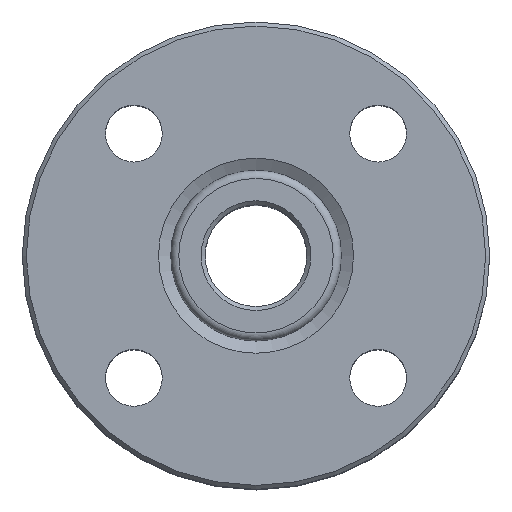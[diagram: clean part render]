
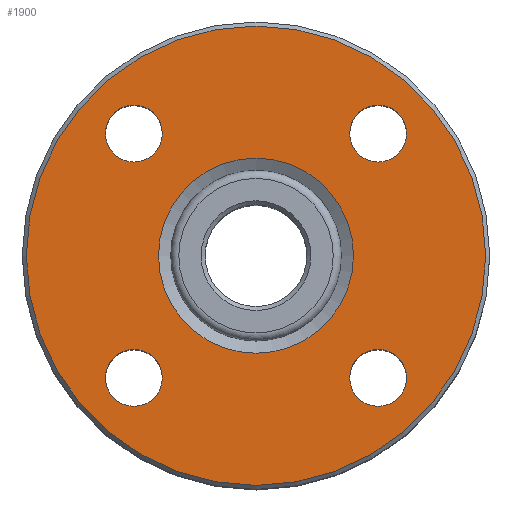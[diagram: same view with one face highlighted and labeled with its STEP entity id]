
A CAD part, top view. The second image highlights one B-rep face of the part: STEP entity #1900.
In plain terms, the highlighted planar face has unit normal (0, 0, 1).
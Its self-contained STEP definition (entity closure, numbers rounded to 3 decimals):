
#78=PLANE('',#2105);
#282=FACE_BOUND('',#500,.T.);
#283=FACE_BOUND('',#501,.T.);
#284=FACE_BOUND('',#502,.T.);
#285=FACE_BOUND('',#503,.T.);
#286=FACE_BOUND('',#504,.T.);
#379=FACE_OUTER_BOUND('',#499,.T.);
#499=EDGE_LOOP('',(#1653));
#500=EDGE_LOOP('',(#1654));
#501=EDGE_LOOP('',(#1655));
#502=EDGE_LOOP('',(#1656));
#503=EDGE_LOOP('',(#1657));
#504=EDGE_LOOP('',(#1658));
#627=CIRCLE('',#2104,56.5);
#628=CIRCLE('',#2106,7.);
#629=CIRCLE('',#2107,7.);
#630=CIRCLE('',#2108,7.);
#631=CIRCLE('',#2109,7.);
#632=CIRCLE('',#2110,24.);
#874=VERTEX_POINT('',#4173);
#875=VERTEX_POINT('',#4177);
#876=VERTEX_POINT('',#4179);
#877=VERTEX_POINT('',#4181);
#878=VERTEX_POINT('',#4183);
#879=VERTEX_POINT('',#4185);
#1138=EDGE_CURVE('',#874,#874,#627,.T.);
#1139=EDGE_CURVE('',#875,#875,#628,.T.);
#1140=EDGE_CURVE('',#876,#876,#629,.T.);
#1141=EDGE_CURVE('',#877,#877,#630,.T.);
#1142=EDGE_CURVE('',#878,#878,#631,.T.);
#1143=EDGE_CURVE('',#879,#879,#632,.T.);
#1653=ORIENTED_EDGE('',*,*,#1138,.F.);
#1654=ORIENTED_EDGE('',*,*,#1139,.F.);
#1655=ORIENTED_EDGE('',*,*,#1140,.F.);
#1656=ORIENTED_EDGE('',*,*,#1141,.F.);
#1657=ORIENTED_EDGE('',*,*,#1142,.F.);
#1658=ORIENTED_EDGE('',*,*,#1143,.T.);
#1900=ADVANCED_FACE('',(#379,#282,#283,#284,#285,#286),#78,.F.);
#2104=AXIS2_PLACEMENT_3D('',#4175,#2542,#2543);
#2105=AXIS2_PLACEMENT_3D('',#4176,#2544,#2545);
#2106=AXIS2_PLACEMENT_3D('',#4178,#2546,#2547);
#2107=AXIS2_PLACEMENT_3D('',#4180,#2548,#2549);
#2108=AXIS2_PLACEMENT_3D('',#4182,#2550,#2551);
#2109=AXIS2_PLACEMENT_3D('',#4184,#2552,#2553);
#2110=AXIS2_PLACEMENT_3D('',#4186,#2554,#2555);
#2542=DIRECTION('center_axis',(0.,0.,-1.));
#2543=DIRECTION('ref_axis',(1.,0.,0.));
#2544=DIRECTION('center_axis',(0.,0.,-1.));
#2545=DIRECTION('ref_axis',(-1.,0.,0.));
#2546=DIRECTION('center_axis',(0.,0.,1.));
#2547=DIRECTION('ref_axis',(1.,0.,0.));
#2548=DIRECTION('center_axis',(0.,0.,1.));
#2549=DIRECTION('ref_axis',(1.,0.,0.));
#2550=DIRECTION('center_axis',(0.,0.,1.));
#2551=DIRECTION('ref_axis',(1.,0.,0.));
#2552=DIRECTION('center_axis',(0.,0.,1.));
#2553=DIRECTION('ref_axis',(1.,0.,0.));
#2554=DIRECTION('center_axis',(0.,0.,-1.));
#2555=DIRECTION('ref_axis',(0.,1.,0.));
#4173=CARTESIAN_POINT('',(-56.5,0.,41.));
#4175=CARTESIAN_POINT('Origin',(0.,0.,41.));
#4176=CARTESIAN_POINT('Origin',(0.,0.,41.));
#4177=CARTESIAN_POINT('',(-37.052,30.052,41.));
#4178=CARTESIAN_POINT('Origin',(-30.052,30.052,41.));
#4179=CARTESIAN_POINT('',(-37.052,-30.052,41.));
#4180=CARTESIAN_POINT('Origin',(-30.052,-30.052,41.));
#4181=CARTESIAN_POINT('',(23.052,-30.052,41.));
#4182=CARTESIAN_POINT('Origin',(30.052,-30.052,41.));
#4183=CARTESIAN_POINT('',(23.052,30.052,41.));
#4184=CARTESIAN_POINT('Origin',(30.052,30.052,41.));
#4185=CARTESIAN_POINT('',(0.,-24.,41.));
#4186=CARTESIAN_POINT('Origin',(0.,0.,41.));
